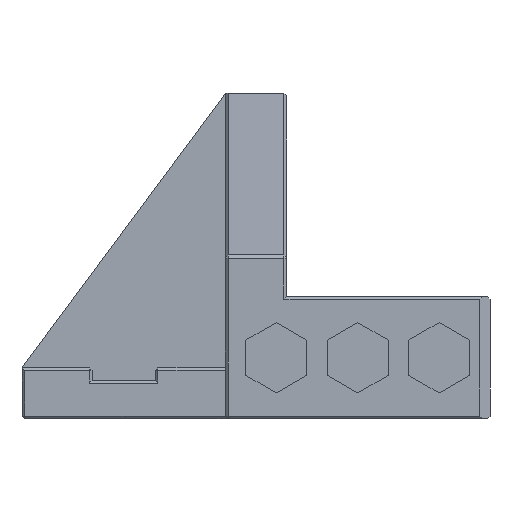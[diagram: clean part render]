
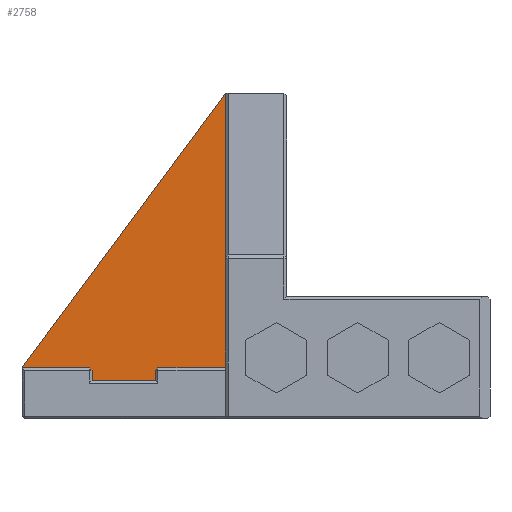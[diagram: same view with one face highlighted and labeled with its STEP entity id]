
A CAD part, left-side view. The second image highlights one B-rep face of the part: STEP entity #2758.
In plain terms, the highlighted planar face has unit normal (-1, 0, 0).
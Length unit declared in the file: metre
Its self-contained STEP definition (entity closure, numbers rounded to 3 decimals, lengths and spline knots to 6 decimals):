
#39=LINE('',#3863,#396);
#165=LINE('',#4140,#522);
#169=LINE('',#4149,#526);
#172=LINE('',#4161,#529);
#175=LINE('',#4167,#532);
#179=LINE('',#4176,#536);
#193=LINE('',#4204,#550);
#200=LINE('',#4218,#557);
#201=LINE('',#4219,#558);
#396=VECTOR('',#3116,1.);
#522=VECTOR('',#3308,1.);
#526=VECTOR('',#3314,1.);
#529=VECTOR('',#3325,1.);
#532=VECTOR('',#3330,1.);
#536=VECTOR('',#3336,1.);
#550=VECTOR('',#3356,1.);
#557=VECTOR('',#3367,1.);
#558=VECTOR('',#3368,1.);
#968=ORIENTED_EDGE('',*,*,#1531,.T.);
#969=ORIENTED_EDGE('',*,*,#1701,.F.);
#970=ORIENTED_EDGE('',*,*,#1687,.T.);
#971=ORIENTED_EDGE('',*,*,#1708,.F.);
#972=ORIENTED_EDGE('',*,*,#1683,.T.);
#973=ORIENTED_EDGE('',*,*,#1680,.T.);
#974=ORIENTED_EDGE('',*,*,#1674,.T.);
#975=ORIENTED_EDGE('',*,*,#1709,.F.);
#976=ORIENTED_EDGE('',*,*,#1670,.T.);
#1531=EDGE_CURVE('',#1920,#1919,#39,.T.);
#1670=EDGE_CURVE('',#2038,#1920,#165,.T.);
#1674=EDGE_CURVE('',#2042,#2040,#169,.T.);
#1680=EDGE_CURVE('',#2047,#2042,#172,.T.);
#1683=EDGE_CURVE('',#2049,#2047,#175,.T.);
#1687=EDGE_CURVE('',#2053,#2051,#179,.T.);
#1701=EDGE_CURVE('',#2053,#1919,#193,.T.);
#1708=EDGE_CURVE('',#2049,#2051,#200,.F.);
#1709=EDGE_CURVE('',#2038,#2040,#201,.F.);
#1919=VERTEX_POINT('',#3862);
#1920=VERTEX_POINT('',#3864);
#2038=VERTEX_POINT('',#4141);
#2040=VERTEX_POINT('',#4147);
#2042=VERTEX_POINT('',#4150);
#2047=VERTEX_POINT('',#4162);
#2049=VERTEX_POINT('',#4168);
#2051=VERTEX_POINT('',#4174);
#2053=VERTEX_POINT('',#4177);
#2224=EDGE_LOOP('',(#968,#969,#970,#971,#972,#973,#974,#975,#976));
#2424=FACE_BOUND('',#2224,.T.);
#2602=PLANE('',#2959);
#2758=ADVANCED_FACE('',(#2424),#2602,.F.);
#2959=AXIS2_PLACEMENT_3D('',#4217,#3365,#3366);
#3116=DIRECTION('',(0.,0.,1.));
#3308=DIRECTION('',(0.,-1.,0.));
#3314=DIRECTION('',(0.,0.,1.));
#3325=DIRECTION('',(0.,-1.,0.));
#3330=DIRECTION('',(0.,0.,-1.));
#3336=DIRECTION('',(0.,-1.,0.));
#3356=DIRECTION('',(0.,-0.595,0.804));
#3365=DIRECTION('',(1.,0.,0.));
#3366=DIRECTION('',(0.,0.,1.));
#3367=DIRECTION('',(0.,-0.707,-0.707));
#3368=DIRECTION('',(0.,-0.707,0.707));
#3862=CARTESIAN_POINT('',(0.0132,-0.01,0.032));
#3863=CARTESIAN_POINT('',(0.0132,-0.01,0.016));
#3864=CARTESIAN_POINT('',(0.0132,-0.01,0.005));
#4140=CARTESIAN_POINT('',(0.0132,-0.00655,0.005));
#4141=CARTESIAN_POINT('',(0.0132,-0.00335,0.005));
#4147=CARTESIAN_POINT('',(0.0132,-0.0031,0.00475));
#4149=CARTESIAN_POINT('',(0.0132,-0.0031,0.004375));
#4150=CARTESIAN_POINT('',(0.0132,-0.0031,0.00375));
#4161=CARTESIAN_POINT('',(0.0132,0.,0.00375));
#4162=CARTESIAN_POINT('',(0.0132,0.0031,0.00375));
#4167=CARTESIAN_POINT('',(0.0132,0.0031,0.004375));
#4168=CARTESIAN_POINT('',(0.0132,0.0031,0.00475));
#4174=CARTESIAN_POINT('',(0.0132,0.00335,0.005));
#4176=CARTESIAN_POINT('',(0.0132,0.00655,0.005));
#4177=CARTESIAN_POINT('',(0.0132,0.01,0.005));
#4204=CARTESIAN_POINT('',(0.0132,0.,0.0185));
#4217=CARTESIAN_POINT('',(0.0132,-0.003,0.016));
#4218=CARTESIAN_POINT('',(0.0132,0.005675,0.007325));
#4219=CARTESIAN_POINT('',(0.0132,-0.008675,0.010325));
